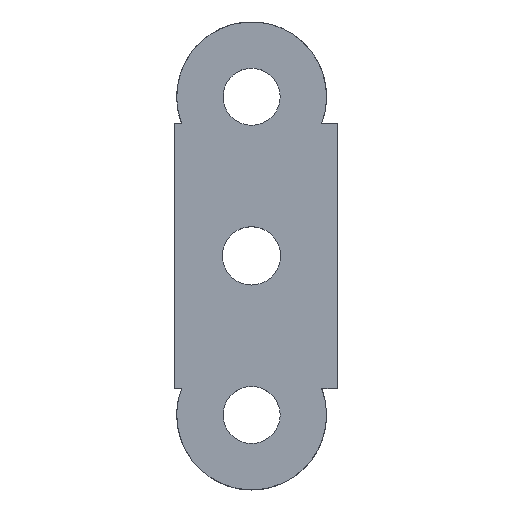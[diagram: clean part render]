
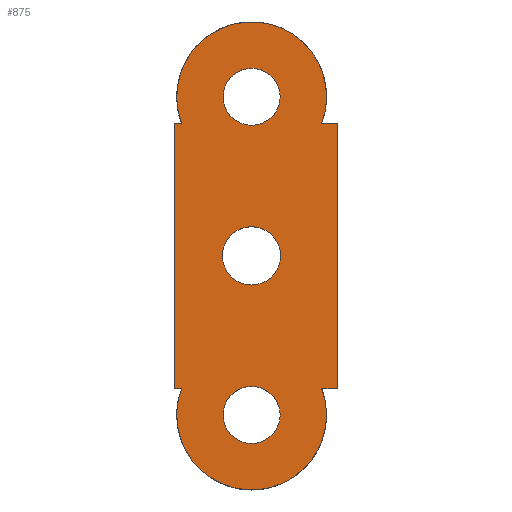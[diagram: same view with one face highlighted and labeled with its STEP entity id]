
A CAD part, top view. The second image highlights one B-rep face of the part: STEP entity #875.
In plain terms, the highlighted planar face has unit normal (0, 0, 1).
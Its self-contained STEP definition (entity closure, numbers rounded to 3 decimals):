
#23=FACE_BOUND('',#163,.T.);
#24=FACE_BOUND('',#164,.T.);
#25=FACE_BOUND('',#165,.T.);
#67=PLANE('',#967);
#113=FACE_OUTER_BOUND('',#162,.T.);
#162=EDGE_LOOP('',(#793,#794,#795,#796,#797,#798,#799,#800,#801,#802));
#163=EDGE_LOOP('',(#803));
#164=EDGE_LOOP('',(#804));
#165=EDGE_LOOP('',(#805));
#209=LINE('',#1324,#295);
#214=LINE('',#1334,#300);
#228=LINE('',#1371,#314);
#231=LINE('',#1377,#317);
#251=LINE('',#1512,#337);
#252=LINE('',#1517,#338);
#255=LINE('',#1524,#341);
#295=VECTOR('',#1068,10.);
#300=VECTOR('',#1075,10.);
#314=VECTOR('',#1103,10.);
#317=VECTOR('',#1108,10.);
#337=VECTOR('',#1192,10.);
#338=VECTOR('',#1199,10.);
#341=VECTOR('',#1208,10.);
#342=CIRCLE('',#892,2.15);
#344=CIRCLE('',#895,2.15);
#362=CIRCLE('',#957,2.2);
#363=CIRCLE('',#959,5.65);
#364=CIRCLE('',#962,5.65);
#365=CIRCLE('',#965,8.5);
#366=VERTEX_POINT('',#1215);
#368=VERTEX_POINT('',#1221);
#403=VERTEX_POINT('',#1321);
#404=VERTEX_POINT('',#1323);
#407=VERTEX_POINT('',#1331);
#408=VERTEX_POINT('',#1333);
#423=VERTEX_POINT('',#1368);
#424=VERTEX_POINT('',#1370);
#425=VERTEX_POINT('',#1374);
#426=VERTEX_POINT('',#1376);
#445=VERTEX_POINT('',#1506);
#446=VERTEX_POINT('',#1516);
#447=VERTEX_POINT('',#1520);
#448=EDGE_CURVE('',#366,#366,#342,.T.);
#451=EDGE_CURVE('',#368,#368,#344,.T.);
#500=EDGE_CURVE('',#403,#404,#209,.T.);
#505=EDGE_CURVE('',#407,#408,#214,.T.);
#524=EDGE_CURVE('',#423,#424,#228,.T.);
#527=EDGE_CURVE('',#425,#426,#231,.T.);
#562=EDGE_CURVE('',#445,#445,#362,.T.);
#563=EDGE_CURVE('',#403,#408,#363,.T.);
#564=EDGE_CURVE('',#424,#407,#251,.T.);
#565=EDGE_CURVE('',#423,#426,#364,.T.);
#566=EDGE_CURVE('',#446,#425,#252,.T.);
#568=EDGE_CURVE('',#447,#446,#365,.T.);
#570=EDGE_CURVE('',#404,#447,#255,.T.);
#793=ORIENTED_EDGE('',*,*,#563,.T.);
#794=ORIENTED_EDGE('',*,*,#505,.F.);
#795=ORIENTED_EDGE('',*,*,#564,.F.);
#796=ORIENTED_EDGE('',*,*,#524,.F.);
#797=ORIENTED_EDGE('',*,*,#565,.T.);
#798=ORIENTED_EDGE('',*,*,#527,.F.);
#799=ORIENTED_EDGE('',*,*,#566,.F.);
#800=ORIENTED_EDGE('',*,*,#568,.F.);
#801=ORIENTED_EDGE('',*,*,#570,.F.);
#802=ORIENTED_EDGE('',*,*,#500,.F.);
#803=ORIENTED_EDGE('',*,*,#448,.T.);
#804=ORIENTED_EDGE('',*,*,#451,.T.);
#805=ORIENTED_EDGE('',*,*,#562,.T.);
#875=ADVANCED_FACE('',(#113,#23,#24,#25),#67,.T.);
#892=AXIS2_PLACEMENT_3D('',#1216,#973,#974);
#895=AXIS2_PLACEMENT_3D('',#1222,#980,#981);
#957=AXIS2_PLACEMENT_3D('',#1508,#1184,#1185);
#959=AXIS2_PLACEMENT_3D('',#1510,#1188,#1189);
#962=AXIS2_PLACEMENT_3D('',#1514,#1195,#1196);
#965=AXIS2_PLACEMENT_3D('',#1521,#1203,#1204);
#967=AXIS2_PLACEMENT_3D('',#1525,#1209,#1210);
#973=DIRECTION('center_axis',(0.,0.,-1.));
#974=DIRECTION('ref_axis',(-1.,0.,0.));
#980=DIRECTION('center_axis',(0.,0.,-1.));
#981=DIRECTION('ref_axis',(-1.,0.,0.));
#1068=DIRECTION('',(-1.,0.,0.));
#1075=DIRECTION('',(-1.,0.,0.));
#1103=DIRECTION('',(1.,0.,0.));
#1108=DIRECTION('',(1.,0.,0.));
#1184=DIRECTION('center_axis',(0.,0.,-1.));
#1185=DIRECTION('ref_axis',(1.,0.,0.));
#1188=DIRECTION('center_axis',(0.,0.,1.));
#1189=DIRECTION('ref_axis',(-0.935,0.354,0.));
#1192=DIRECTION('',(0.,-1.,0.));
#1195=DIRECTION('center_axis',(0.,0.,1.));
#1196=DIRECTION('ref_axis',(0.934,-0.356,0.));
#1199=DIRECTION('',(0.,1.,0.));
#1203=DIRECTION('center_axis',(0.,0.,1.));
#1204=DIRECTION('ref_axis',(1.,-0.004,0.));
#1208=DIRECTION('',(0.,1.,0.));
#1209=DIRECTION('center_axis',(0.,0.,1.));
#1210=DIRECTION('ref_axis',(1.,0.,0.));
#1215=CARTESIAN_POINT('',(2.163,-12.002,-13.55));
#1216=CARTESIAN_POINT('Origin',(0.013,-12.002,-13.55));
#1221=CARTESIAN_POINT('',(2.163,12.003,-13.55));
#1222=CARTESIAN_POINT('Origin',(0.013,12.003,-13.55));
#1321=CARTESIAN_POINT('',(-5.27,-10.,-13.55));
#1323=CARTESIAN_POINT('',(-5.814,-10.,-13.55));
#1324=CARTESIAN_POINT('',(-5.27,-10.,-13.55));
#1331=CARTESIAN_POINT('',(6.5,-10.,-13.55));
#1333=CARTESIAN_POINT('',(5.296,-10.,-13.55));
#1334=CARTESIAN_POINT('',(6.5,-10.,-13.55));
#1368=CARTESIAN_POINT('',(5.293,9.992,-13.55));
#1370=CARTESIAN_POINT('',(6.5,9.992,-13.55));
#1371=CARTESIAN_POINT('',(5.293,9.992,-13.55));
#1374=CARTESIAN_POINT('',(-5.814,9.992,-13.55));
#1376=CARTESIAN_POINT('',(-5.267,9.992,-13.55));
#1377=CARTESIAN_POINT('',(-5.814,9.992,-13.55));
#1506=CARTESIAN_POINT('',(-2.2,0.,-13.55));
#1508=CARTESIAN_POINT('Origin',(0.,0.,-13.55));
#1510=CARTESIAN_POINT('Origin',(0.013,-12.002,-13.55));
#1512=CARTESIAN_POINT('',(6.5,9.992,-13.55));
#1514=CARTESIAN_POINT('Origin',(0.013,12.003,-13.55));
#1516=CARTESIAN_POINT('',(-5.814,0.03,-13.55));
#1517=CARTESIAN_POINT('',(-5.814,0.03,-13.55));
#1520=CARTESIAN_POINT('',(-5.814,-0.034,-13.55));
#1521=CARTESIAN_POINT('Origin',(-14.314,-0.002,
-13.55));
#1524=CARTESIAN_POINT('',(-5.814,-10.,-13.55));
#1525=CARTESIAN_POINT('Origin',(0.343,0.,-13.55));
